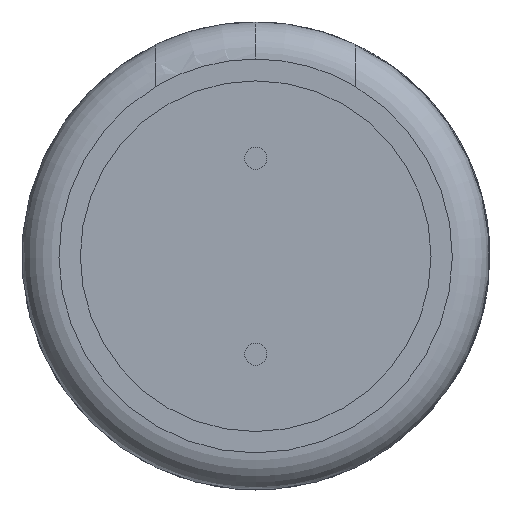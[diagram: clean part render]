
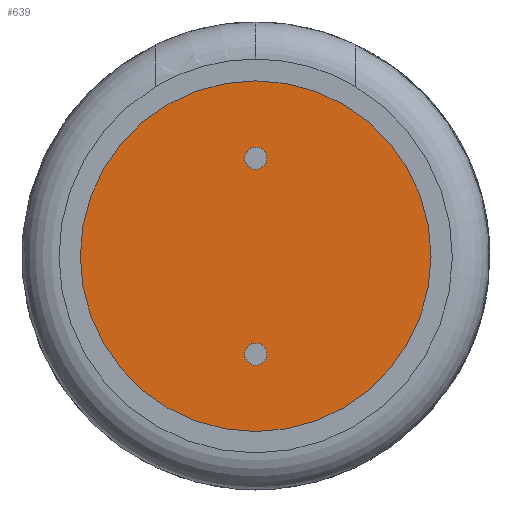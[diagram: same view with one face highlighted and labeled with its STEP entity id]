
A CAD part, front view. The second image highlights one B-rep face of the part: STEP entity #639.
In plain terms, the highlighted planar face has unit normal (0, -1, 0).
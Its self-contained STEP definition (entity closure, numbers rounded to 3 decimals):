
#14 = DIRECTION ( 'NONE',  ( 0., -1., 0. ) ) ;
#316 = EDGE_CURVE ( 'NONE', #7749, #10222, #6089, .T. ) ;
#639 = ADVANCED_FACE ( 'NONE', ( #12740, #1866, #12558 ), #5782, .T. ) ;
#911 = DIRECTION ( 'NONE',  ( 0., 0., -1. ) ) ;
#1138 = VERTEX_POINT ( 'NONE', #5746 ) ;
#1399 = ORIENTED_EDGE ( 'NONE', *, *, #11688, .F. ) ;
#1462 = EDGE_LOOP ( 'NONE', ( #1399, #3576 ) ) ;
#1481 = AXIS2_PLACEMENT_3D ( 'NONE', #8471, #6580, #7561 ) ;
#1519 = AXIS2_PLACEMENT_3D ( 'NONE', #10551, #5350, #1692 ) ;
#1692 = DIRECTION ( 'NONE',  ( 0., 0., -1. ) ) ;
#1764 = AXIS2_PLACEMENT_3D ( 'NONE', #3852, #14, #911 ) ;
#1866 = FACE_BOUND ( 'NONE', #1462, .T. ) ;
#2361 = EDGE_CURVE ( 'NONE', #10222, #7749, #12647, .T. ) ;
#2365 = VERTEX_POINT ( 'NONE', #10528 ) ;
#2907 = DIRECTION ( 'NONE',  ( 0., 0., 1. ) ) ;
#2909 = CARTESIAN_POINT ( 'NONE',  ( 0., -4.931, -2.34 ) ) ;
#3217 = AXIS2_PLACEMENT_3D ( 'NONE', #6093, #12773, #2907 ) ;
#3576 = ORIENTED_EDGE ( 'NONE', *, *, #5280, .F. ) ;
#3670 = DIRECTION ( 'NONE',  ( 0., 0., -1. ) ) ;
#3805 = CIRCLE ( 'NONE', #8607, 4.725 ) ;
#3816 = CARTESIAN_POINT ( 'NONE',  ( 0., -4.931, -2.94 ) ) ;
#3852 = CARTESIAN_POINT ( 'NONE',  ( 0., -4.931, -2.64 ) ) ;
#4901 = VERTEX_POINT ( 'NONE', #9055 ) ;
#5081 = DIRECTION ( 'NONE',  ( 0., 0., 1. ) ) ;
#5280 = EDGE_CURVE ( 'NONE', #9267, #4901, #5410, .T. ) ;
#5281 = AXIS2_PLACEMENT_3D ( 'NONE', #9639, #9879, #5928 ) ;
#5342 = ORIENTED_EDGE ( 'NONE', *, *, #12534, .F. ) ;
#5350 = DIRECTION ( 'NONE',  ( 0., -1., 0. ) ) ;
#5410 = CIRCLE ( 'NONE', #1519, 0.3 ) ;
#5746 = CARTESIAN_POINT ( 'NONE',  ( 0., -4.931, -4.725 ) ) ;
#5782 = PLANE ( 'NONE',  #5281 ) ;
#5928 = DIRECTION ( 'NONE',  ( 0., 0., -1. ) ) ;
#5946 = CARTESIAN_POINT ( 'NONE',  ( 0., -4.931, 2.34 ) ) ;
#6089 = CIRCLE ( 'NONE', #1764, 0.3 ) ;
#6093 = CARTESIAN_POINT ( 'NONE',  ( 0., -4.931, 0. ) ) ;
#6580 = DIRECTION ( 'NONE',  ( 0., -1., 0. ) ) ;
#6593 = DIRECTION ( 'NONE',  ( 0., -1., 0. ) ) ;
#7166 = CIRCLE ( 'NONE', #3217, 4.725 ) ;
#7253 = CARTESIAN_POINT ( 'NONE',  ( 0., -4.931, 0. ) ) ;
#7561 = DIRECTION ( 'NONE',  ( 0., 0., -1. ) ) ;
#7609 = EDGE_LOOP ( 'NONE', ( #5342, #9771 ) ) ;
#7749 = VERTEX_POINT ( 'NONE', #3816 ) ;
#8043 = DIRECTION ( 'NONE',  ( 0., 1., 0. ) ) ;
#8471 = CARTESIAN_POINT ( 'NONE',  ( 0., -4.931, -2.64 ) ) ;
#8533 = ORIENTED_EDGE ( 'NONE', *, *, #316, .F. ) ;
#8607 = AXIS2_PLACEMENT_3D ( 'NONE', #7253, #8043, #5081 ) ;
#8825 = CIRCLE ( 'NONE', #9843, 0.3 ) ;
#9055 = CARTESIAN_POINT ( 'NONE',  ( 0., -4.931, 2.94 ) ) ;
#9267 = VERTEX_POINT ( 'NONE', #5946 ) ;
#9639 = CARTESIAN_POINT ( 'NONE',  ( 0., -4.931, 4.725 ) ) ;
#9771 = ORIENTED_EDGE ( 'NONE', *, *, #10936, .F. ) ;
#9802 = ORIENTED_EDGE ( 'NONE', *, *, #2361, .F. ) ;
#9843 = AXIS2_PLACEMENT_3D ( 'NONE', #10614, #6593, #3670 ) ;
#9879 = DIRECTION ( 'NONE',  ( 0., -1., 0. ) ) ;
#10222 = VERTEX_POINT ( 'NONE', #2909 ) ;
#10528 = CARTESIAN_POINT ( 'NONE',  ( 0., -4.931, 4.725 ) ) ;
#10551 = CARTESIAN_POINT ( 'NONE',  ( 0., -4.931, 2.64 ) ) ;
#10614 = CARTESIAN_POINT ( 'NONE',  ( 0., -4.931, 2.64 ) ) ;
#10936 = EDGE_CURVE ( 'NONE', #1138, #2365, #3805, .T. ) ;
#11552 = EDGE_LOOP ( 'NONE', ( #9802, #8533 ) ) ;
#11688 = EDGE_CURVE ( 'NONE', #4901, #9267, #8825, .T. ) ;
#12534 = EDGE_CURVE ( 'NONE', #2365, #1138, #7166, .T. ) ;
#12558 = FACE_OUTER_BOUND ( 'NONE', #7609, .T. ) ;
#12647 = CIRCLE ( 'NONE', #1481, 0.3 ) ;
#12740 = FACE_BOUND ( 'NONE', #11552, .T. ) ;
#12773 = DIRECTION ( 'NONE',  ( 0., 1., 0. ) ) ;
